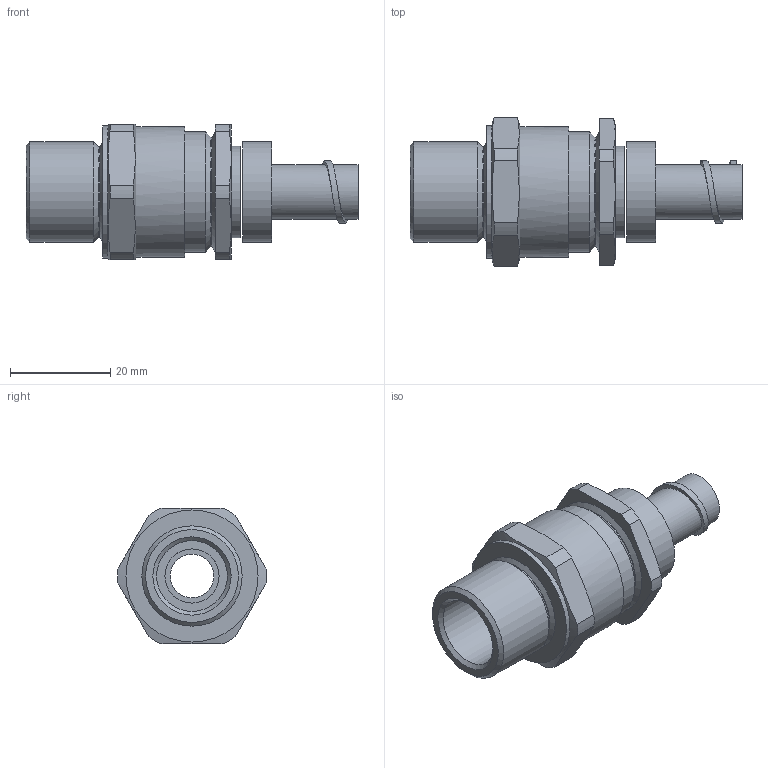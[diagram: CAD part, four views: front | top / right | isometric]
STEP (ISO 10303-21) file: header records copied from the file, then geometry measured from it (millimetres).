
FILE_DESCRIPTION (( 'STEP AP203' ), '1' );
FILE_NAME ('20A2FFC1RAC025.STEP', '2017-08-01T10:49:52', ( '' ), ( '' ), 'SwSTEP 2.0', 'SolidWorks 2017', '' );
FILE_SCHEMA (( 'CONFIG_CONTROL_DESIGN' ));
Length unit declared in the file: millimetre
Products named in the file (1): 20A2FFC1RAC025
Bounding box: 66.15 x 29.69 x 27 mm (x, y, z)
Surface area: 9043.5 mm2 (no closed solid volume)
Topology: 0 solids, 4 shells, 65 faces, 156 edges, 99 vertices
Faces by surface type: cylinder 25, plane 22, cone 15, bspline 3
Full cylindrical faces by diameter (mm): 8.7 x1, 10.8 x1, 14.1 x1, 17 x1, 17.971 x1, 18.2 x1, 18.4 x1, 20 x2, 21.718 x1, 24 x1, 26 x1, 26.3 x1
Entity records: 2119 total; most frequent: CARTESIAN_POINT 671, DIRECTION 288, ORIENTED_EDGE 248, EDGE_CURVE 128, AXIS2_PLACEMENT_3D 125, EDGE_LOOP 96, VERTEX_POINT 94, FACE_OUTER_BOUND 78
